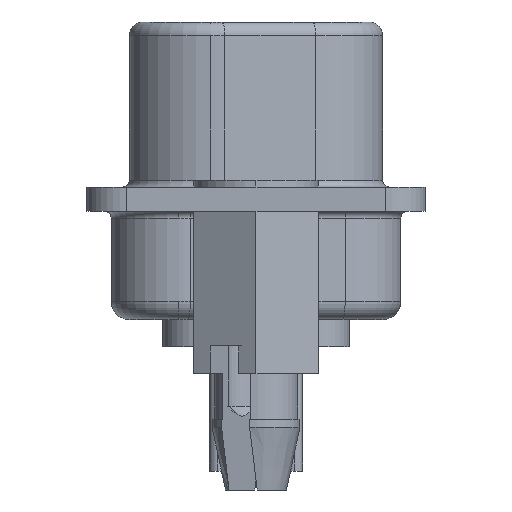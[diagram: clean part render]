
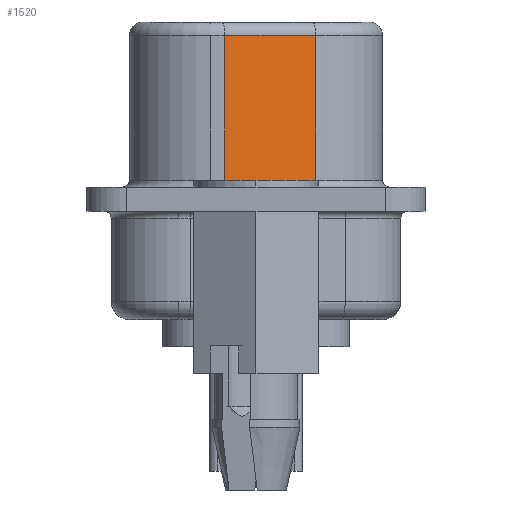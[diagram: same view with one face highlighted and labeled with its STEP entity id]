
A CAD part, left-side view. The second image highlights one B-rep face of the part: STEP entity #1520.
In plain terms, the highlighted planar face has unit normal (-0.985, -0.174, 0).
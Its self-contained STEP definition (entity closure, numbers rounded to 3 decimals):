
#347 = EDGE_CURVE ( 'NONE', #2974, #2877, #6833, .T. ) ;
#606 = EDGE_CURVE ( 'NONE', #2767, #2773, #7197, .T. ) ;
#678 = EDGE_CURVE ( 'NONE', #2773, #2877, #7292, .T. ) ;
#1520 = ADVANCED_FACE ( 'NONE', ( #12687 ), #11690, .F. ) ;
#1993 = EDGE_LOOP ( 'NONE', ( #4382, #4383, #4384, #4385 ) ) ;
#2767 = VERTEX_POINT ( 'NONE', #13535 ) ;
#2773 = VERTEX_POINT ( 'NONE', #13541 ) ;
#2877 = VERTEX_POINT ( 'NONE', #13651 ) ;
#2974 = VERTEX_POINT ( 'NONE', #13750 ) ;
#4382 = ORIENTED_EDGE ( 'NONE', *, *, #606, .T. ) ;
#4383 = ORIENTED_EDGE ( 'NONE', *, *, #678, .T. ) ;
#4384 = ORIENTED_EDGE ( 'NONE', *, *, #347, .F. ) ;
#4385 = ORIENTED_EDGE ( 'NONE', *, *, #5602, .T. ) ;
#5602 = EDGE_CURVE ( 'NONE', #2974, #2767, #14595, .T. ) ;
#6833 = LINE ( 'NONE', #7984, #6841 ) ;
#6841 = VECTOR ( 'NONE', #7994, 1000. ) ;
#7197 = LINE ( 'NONE', #8676, #7200 ) ;
#7200 = VECTOR ( 'NONE', #8678, 1000. ) ;
#7292 = LINE ( 'NONE', #8867, #7294 ) ;
#7294 = VECTOR ( 'NONE', #8863, 1000. ) ;
#7984 = CARTESIAN_POINT ( 'NONE',  ( -27.572, -2.201, 6.55 ) ) ;
#7994 = DIRECTION ( 'NONE',  ( 0., 0., -1. ) ) ;
#8676 = CARTESIAN_POINT ( 'NONE',  ( -28.164, 1.159, 6.55 ) ) ;
#8678 = DIRECTION ( 'NONE',  ( 0., 0., -1. ) ) ;
#8863 = DIRECTION ( 'NONE',  ( 0.174, -0.985, 0. ) ) ;
#8867 = CARTESIAN_POINT ( 'NONE',  ( -27.572, -2.201, 0.7 ) ) ;
#11688 = CARTESIAN_POINT ( 'NONE',  ( -28.164, 1.159, 6.55 ) ) ;
#11690 = PLANE ( 'NONE',  #17017 ) ;
#11692 = DIRECTION ( 'NONE',  ( 0.985, 0.174, 0. ) ) ;
#11693 = DIRECTION ( 'NONE',  ( -0.174, 0.985, 0. ) ) ;
#12687 = FACE_OUTER_BOUND ( 'NONE', #1993, .T. ) ;
#13535 = CARTESIAN_POINT ( 'NONE',  ( -28.164, 1.159, 6.05 ) ) ;
#13541 = CARTESIAN_POINT ( 'NONE',  ( -28.164, 1.159, 0.7 ) ) ;
#13651 = CARTESIAN_POINT ( 'NONE',  ( -27.572, -2.201, 0.7 ) ) ;
#13750 = CARTESIAN_POINT ( 'NONE',  ( -27.572, -2.201, 6.05 ) ) ;
#14595 = LINE ( 'NONE', #15163, #14603 ) ;
#14603 = VECTOR ( 'NONE', #15159, 1000. ) ;
#15159 = DIRECTION ( 'NONE',  ( -0.174, 0.985, 0. ) ) ;
#15163 = CARTESIAN_POINT ( 'NONE',  ( -28.164, 1.159, 6.05 ) ) ;
#17017 = AXIS2_PLACEMENT_3D ( 'NONE', #11688, #11692, #11693 ) ;
